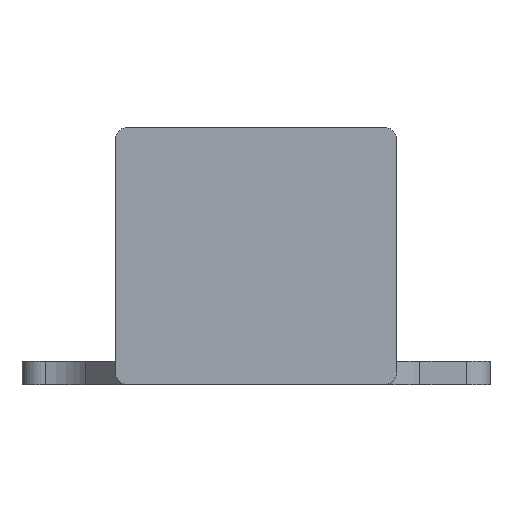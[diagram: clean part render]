
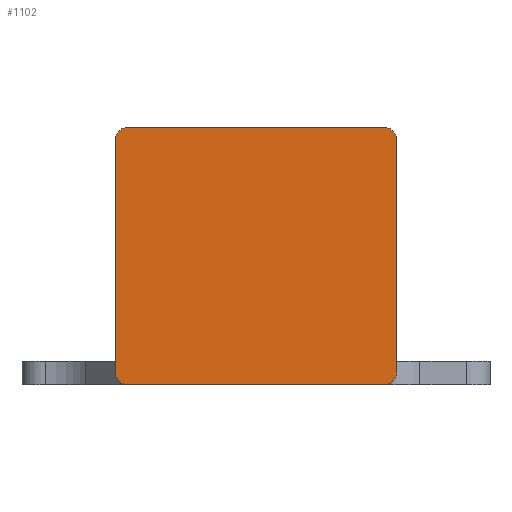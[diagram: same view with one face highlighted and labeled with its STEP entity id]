
A CAD part, front view. The second image highlights one B-rep face of the part: STEP entity #1102.
In plain terms, the highlighted planar face has unit normal (0, -1, 0).
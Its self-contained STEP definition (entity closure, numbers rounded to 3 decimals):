
#10 = CARTESIAN_POINT ( 'NONE',  ( -55., -82.945, 0. ) ) ;
#51 = DIRECTION ( 'NONE',  ( 0., 0., 1. ) ) ;
#116 = VECTOR ( 'NONE', #1478, 1000. ) ;
#128 = CARTESIAN_POINT ( 'NONE',  ( -60., -82.945, 10. ) ) ;
#145 = DIRECTION ( 'NONE',  ( 1., 0., 0. ) ) ;
#175 = EDGE_CURVE ( 'NONE', #1474, #3229, #686, .T. ) ;
#197 = ORIENTED_EDGE ( 'NONE', *, *, #1763, .T. ) ;
#205 = AXIS2_PLACEMENT_3D ( 'NONE', #2343, #3061, #2593 ) ;
#339 = DIRECTION ( 'NONE',  ( 0., 0., 1. ) ) ;
#367 = DIRECTION ( 'NONE',  ( 0., 0., -1. ) ) ;
#480 = DIRECTION ( 'NONE',  ( 0., 0., -1. ) ) ;
#516 = CIRCLE ( 'NONE', #3013, 5. ) ;
#562 = AXIS2_PLACEMENT_3D ( 'NONE', #3085, #2794, #2031 ) ;
#598 = CARTESIAN_POINT ( 'NONE',  ( 60., -82.945, 105. ) ) ;
#614 = VECTOR ( 'NONE', #480, 1000. ) ;
#633 = AXIS2_PLACEMENT_3D ( 'NONE', #867, #2666, #2933 ) ;
#663 = EDGE_CURVE ( 'NONE', #1370, #2787, #1509, .T. ) ;
#686 = LINE ( 'NONE', #2018, #116 ) ;
#729 = ORIENTED_EDGE ( 'NONE', *, *, #1061, .T. ) ;
#735 = VERTEX_POINT ( 'NONE', #2928 ) ;
#737 = CARTESIAN_POINT ( 'NONE',  ( 55., -82.945, 110. ) ) ;
#853 = LINE ( 'NONE', #2150, #3030 ) ;
#858 = DIRECTION ( 'NONE',  ( 0., 1., 0. ) ) ;
#867 = CARTESIAN_POINT ( 'NONE',  ( -55., -82.945, 105. ) ) ;
#873 = CARTESIAN_POINT ( 'NONE',  ( -60., -82.945, 0. ) ) ;
#1061 = EDGE_CURVE ( 'NONE', #2441, #1486, #3022, .T. ) ;
#1102 = ADVANCED_FACE ( 'NONE', ( #1884 ), #2609, .F. ) ;
#1253 = ORIENTED_EDGE ( 'NONE', *, *, #175, .F. ) ;
#1353 = EDGE_CURVE ( 'NONE', #2787, #2441, #3156, .T. ) ;
#1370 = VERTEX_POINT ( 'NONE', #3192 ) ;
#1474 = VERTEX_POINT ( 'NONE', #3020 ) ;
#1478 = DIRECTION ( 'NONE',  ( 1., 0., 0. ) ) ;
#1486 = VERTEX_POINT ( 'NONE', #2187 ) ;
#1509 = CIRCLE ( 'NONE', #562, 5. ) ;
#1516 = DIRECTION ( 'NONE',  ( 0., -1., 0. ) ) ;
#1532 = CARTESIAN_POINT ( 'NONE',  ( 60., -82.945, 10. ) ) ;
#1588 = AXIS2_PLACEMENT_3D ( 'NONE', #128, #858, #339 ) ;
#1703 = VERTEX_POINT ( 'NONE', #598 ) ;
#1723 = ORIENTED_EDGE ( 'NONE', *, *, #2444, .T. ) ;
#1738 = ORIENTED_EDGE ( 'NONE', *, *, #1845, .T. ) ;
#1763 = EDGE_CURVE ( 'NONE', #735, #1370, #853, .T. ) ;
#1845 = EDGE_CURVE ( 'NONE', #1474, #735, #2078, .T. ) ;
#1884 = FACE_OUTER_BOUND ( 'NONE', #2639, .T. ) ;
#2018 = CARTESIAN_POINT ( 'NONE',  ( -60., -82.945, 110. ) ) ;
#2031 = DIRECTION ( 'NONE',  ( 0., 0., 1. ) ) ;
#2078 = CIRCLE ( 'NONE', #633, 5. ) ;
#2150 = CARTESIAN_POINT ( 'NONE',  ( -60., -82.945, 10. ) ) ;
#2187 = CARTESIAN_POINT ( 'NONE',  ( 60., -82.945, 5. ) ) ;
#2267 = LINE ( 'NONE', #1532, #614 ) ;
#2337 = VECTOR ( 'NONE', #145, 1000. ) ;
#2343 = CARTESIAN_POINT ( 'NONE',  ( 55., -82.945, 5. ) ) ;
#2441 = VERTEX_POINT ( 'NONE', #2468 ) ;
#2444 = EDGE_CURVE ( 'NONE', #1703, #3229, #516, .T. ) ;
#2468 = CARTESIAN_POINT ( 'NONE',  ( 55., -82.945, 0. ) ) ;
#2593 = DIRECTION ( 'NONE',  ( 0., 0., 1. ) ) ;
#2609 = PLANE ( 'NONE',  #1588 ) ;
#2614 = ORIENTED_EDGE ( 'NONE', *, *, #1353, .T. ) ;
#2639 = EDGE_LOOP ( 'NONE', ( #1253, #1738, #197, #3117, #2614, #729, #2960, #1723 ) ) ;
#2666 = DIRECTION ( 'NONE',  ( 0., -1., 0. ) ) ;
#2703 = EDGE_CURVE ( 'NONE', #1703, #1486, #2267, .T. ) ;
#2787 = VERTEX_POINT ( 'NONE', #10 ) ;
#2794 = DIRECTION ( 'NONE',  ( 0., -1., 0. ) ) ;
#2823 = CARTESIAN_POINT ( 'NONE',  ( 55., -82.945, 105. ) ) ;
#2928 = CARTESIAN_POINT ( 'NONE',  ( -60., -82.945, 105. ) ) ;
#2933 = DIRECTION ( 'NONE',  ( 0., 0., 1. ) ) ;
#2960 = ORIENTED_EDGE ( 'NONE', *, *, #2703, .F. ) ;
#3013 = AXIS2_PLACEMENT_3D ( 'NONE', #2823, #1516, #51 ) ;
#3020 = CARTESIAN_POINT ( 'NONE',  ( -55., -82.945, 110. ) ) ;
#3022 = CIRCLE ( 'NONE', #205, 5. ) ;
#3030 = VECTOR ( 'NONE', #367, 1000. ) ;
#3061 = DIRECTION ( 'NONE',  ( 0., -1., 0. ) ) ;
#3085 = CARTESIAN_POINT ( 'NONE',  ( -55., -82.945, 5. ) ) ;
#3117 = ORIENTED_EDGE ( 'NONE', *, *, #663, .T. ) ;
#3156 = LINE ( 'NONE', #873, #2337 ) ;
#3192 = CARTESIAN_POINT ( 'NONE',  ( -60., -82.945, 5. ) ) ;
#3229 = VERTEX_POINT ( 'NONE', #737 ) ;
